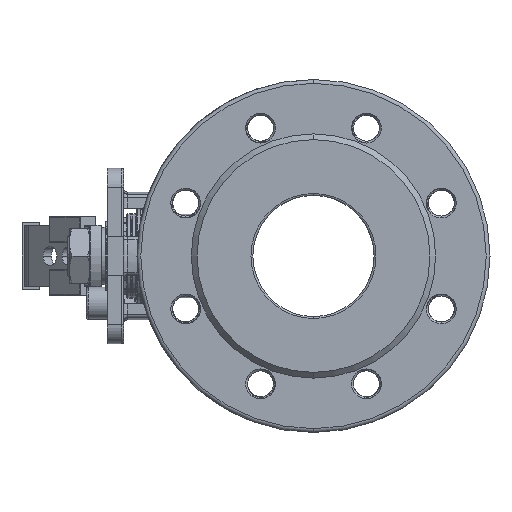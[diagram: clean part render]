
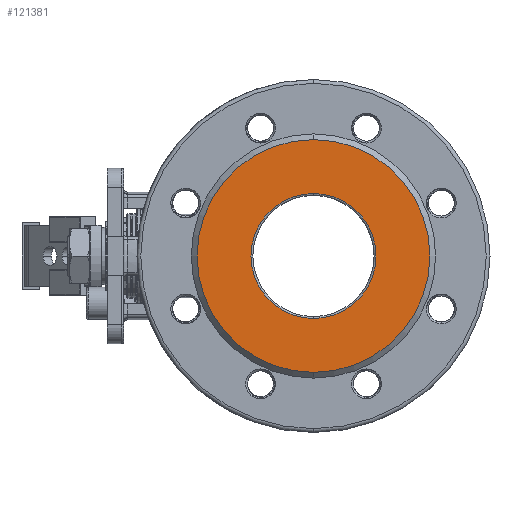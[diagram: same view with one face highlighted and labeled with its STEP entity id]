
A CAD part, left-side view. The second image highlights one B-rep face of the part: STEP entity #121381.
In plain terms, the highlighted planar face has unit normal (-1, 0, 0).
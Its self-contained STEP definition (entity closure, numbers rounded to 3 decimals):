
#211 = EDGE_LOOP ( 'NONE', ( #88338, #78316 ) ) ;
#6833 = DIRECTION ( 'NONE',  ( 0., 0., 1. ) ) ;
#6921 = PLANE ( 'NONE',  #33023 ) ;
#14248 = CARTESIAN_POINT ( 'NONE',  ( -54., 0., 32.75 ) ) ;
#18536 = VERTEX_POINT ( 'NONE', #40813 ) ;
#18697 = DIRECTION ( 'NONE',  ( -1., 0., 0. ) ) ;
#19477 = DIRECTION ( 'NONE',  ( 0., 1., 0. ) ) ;
#19525 = EDGE_CURVE ( 'NONE', #56106, #49610, #71722, .T. ) ;
#19608 = VERTEX_POINT ( 'NONE', #14248 ) ;
#24082 = DIRECTION ( 'NONE',  ( 1., 0., 0. ) ) ;
#25113 = ORIENTED_EDGE ( 'NONE', *, *, #19525, .T. ) ;
#28888 = AXIS2_PLACEMENT_3D ( 'NONE', #37640, #135728, #6833 ) ;
#33023 = AXIS2_PLACEMENT_3D ( 'NONE', #136496, #62091, #19477 ) ;
#37640 = CARTESIAN_POINT ( 'NONE',  ( -54., 0., 0. ) ) ;
#40813 = CARTESIAN_POINT ( 'NONE',  ( -54., 0., -32.75 ) ) ;
#45306 = CARTESIAN_POINT ( 'NONE',  ( -54., 0., -61. ) ) ;
#47136 = CARTESIAN_POINT ( 'NONE',  ( -54., 0., 0. ) ) ;
#49610 = VERTEX_POINT ( 'NONE', #58280 ) ;
#49633 = FACE_OUTER_BOUND ( 'NONE', #91872, .T. ) ;
#56106 = VERTEX_POINT ( 'NONE', #45306 ) ;
#58280 = CARTESIAN_POINT ( 'NONE',  ( -54., 0., 61. ) ) ;
#59349 = FACE_BOUND ( 'NONE', #211, .T. ) ;
#60708 = EDGE_CURVE ( 'NONE', #18536, #19608, #72525, .T. ) ;
#62091 = DIRECTION ( 'NONE',  ( 1., 0., 0. ) ) ;
#71722 = CIRCLE ( 'NONE', #89717, 61. ) ;
#72525 = CIRCLE ( 'NONE', #108391, 32.75 ) ;
#78316 = ORIENTED_EDGE ( 'NONE', *, *, #122292, .T. ) ;
#87197 = CARTESIAN_POINT ( 'NONE',  ( -54., 0., 0. ) ) ;
#88338 = ORIENTED_EDGE ( 'NONE', *, *, #60708, .T. ) ;
#89717 = AXIS2_PLACEMENT_3D ( 'NONE', #102031, #18697, #134336 ) ;
#91872 = EDGE_LOOP ( 'NONE', ( #25113, #119719 ) ) ;
#95954 = CIRCLE ( 'NONE', #28888, 61. ) ;
#98394 = DIRECTION ( 'NONE',  ( 1., 0., 0. ) ) ;
#100378 = DIRECTION ( 'NONE',  ( 0., 0., -1. ) ) ;
#102031 = CARTESIAN_POINT ( 'NONE',  ( -54., 0., 0. ) ) ;
#108391 = AXIS2_PLACEMENT_3D ( 'NONE', #47136, #24082, #100378 ) ;
#111479 = EDGE_CURVE ( 'NONE', #49610, #56106, #95954, .T. ) ;
#119719 = ORIENTED_EDGE ( 'NONE', *, *, #111479, .T. ) ;
#120461 = AXIS2_PLACEMENT_3D ( 'NONE', #87197, #98394, #129977 ) ;
#121381 = ADVANCED_FACE ( 'NONE', ( #59349, #49633 ), #6921, .F. ) ;
#122292 = EDGE_CURVE ( 'NONE', #19608, #18536, #133579, .T. ) ;
#129977 = DIRECTION ( 'NONE',  ( 0., 0., -1. ) ) ;
#133579 = CIRCLE ( 'NONE', #120461, 32.75 ) ;
#134336 = DIRECTION ( 'NONE',  ( 0., 0., 1. ) ) ;
#135728 = DIRECTION ( 'NONE',  ( -1., 0., 0. ) ) ;
#136496 = CARTESIAN_POINT ( 'NONE',  ( -54., 61., 0. ) ) ;
